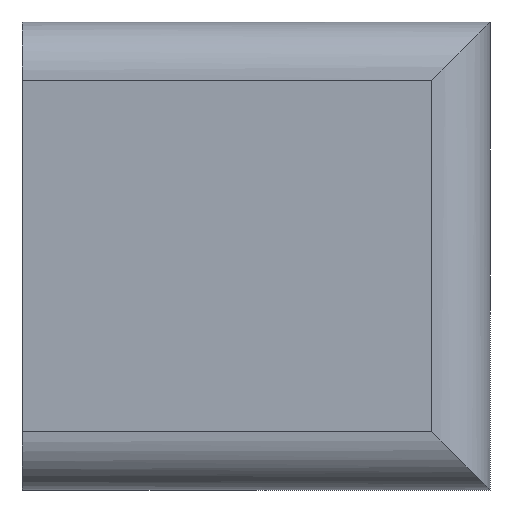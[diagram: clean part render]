
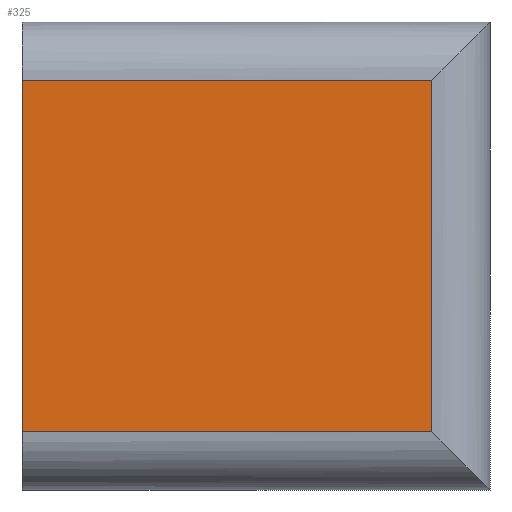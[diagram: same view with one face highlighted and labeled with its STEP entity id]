
A CAD part, front view. The second image highlights one B-rep face of the part: STEP entity #325.
In plain terms, the highlighted planar face has unit normal (0, -1, 0).
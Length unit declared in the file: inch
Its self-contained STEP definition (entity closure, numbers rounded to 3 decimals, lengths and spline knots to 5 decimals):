
#19=PLANE('',#370);
#39=FACE_OUTER_BOUND('',#58,.T.);
#58=EDGE_LOOP('',(#238,#239,#240,#241));
#78=LINE('',#498,#111);
#81=LINE('',#511,#114);
#83=LINE('',#515,#116);
#84=LINE('',#517,#117);
#111=VECTOR('',#402,0.3937);
#114=VECTOR('',#413,0.3937);
#116=VECTOR('',#419,0.3937);
#117=VECTOR('',#422,0.3937);
#151=VERTEX_POINT('',#496);
#152=VERTEX_POINT('',#497);
#157=VERTEX_POINT('',#508);
#158=VERTEX_POINT('',#510);
#180=EDGE_CURVE('',#151,#152,#78,.T.);
#186=EDGE_CURVE('',#157,#158,#81,.T.);
#189=EDGE_CURVE('',#158,#151,#83,.T.);
#190=EDGE_CURVE('',#157,#152,#84,.T.);
#238=ORIENTED_EDGE('',*,*,#180,.F.);
#239=ORIENTED_EDGE('',*,*,#189,.F.);
#240=ORIENTED_EDGE('',*,*,#186,.F.);
#241=ORIENTED_EDGE('',*,*,#190,.T.);
#325=ADVANCED_FACE('',(#39),#19,.T.);
#370=AXIS2_PLACEMENT_3D('',#516,#420,#421);
#402=DIRECTION('',(-1.,0.,0.));
#413=DIRECTION('',(1.,0.,0.));
#419=DIRECTION('',(0.,0.,-1.));
#420=DIRECTION('center_axis',(0.,-1.,0.));
#421=DIRECTION('ref_axis',(0.,0.,-1.));
#422=DIRECTION('',(0.,0.,-1.));
#496=CARTESIAN_POINT('',(0.875,0.,-0.875));
#497=CARTESIAN_POINT('',(0.,0.,-0.875));
#498=CARTESIAN_POINT('',(0.,0.,-0.875));
#508=CARTESIAN_POINT('',(0.,0.,-0.125));
#510=CARTESIAN_POINT('',(0.875,0.,-0.125));
#511=CARTESIAN_POINT('',(0.,0.,-0.125));
#515=CARTESIAN_POINT('',(0.875,0.,-0.25));
#516=CARTESIAN_POINT('Origin',(0.,0.,0.));
#517=CARTESIAN_POINT('',(0.,0.,0.));
